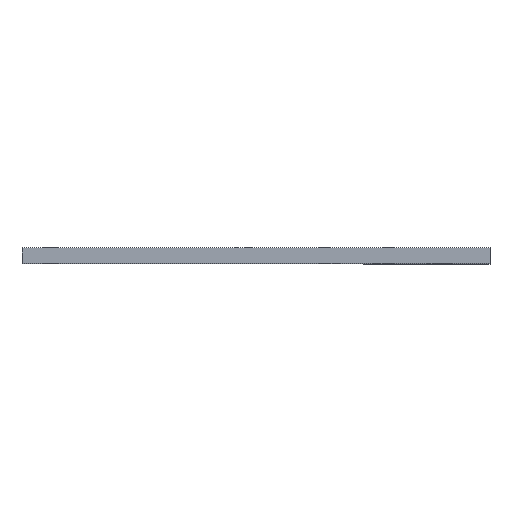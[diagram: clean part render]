
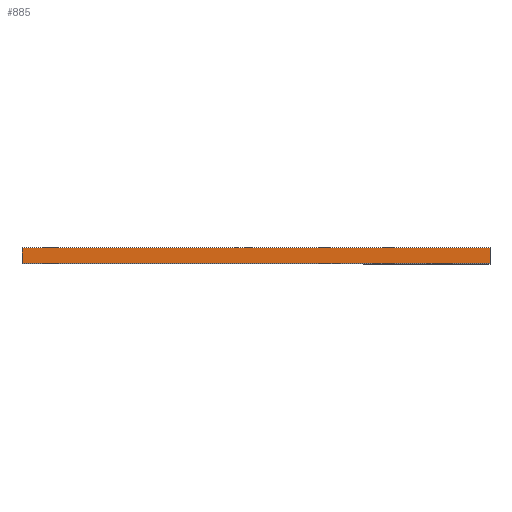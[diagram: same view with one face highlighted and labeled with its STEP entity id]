
A CAD part, top view. The second image highlights one B-rep face of the part: STEP entity #885.
In plain terms, the highlighted planar face has unit normal (0, 0, 1).
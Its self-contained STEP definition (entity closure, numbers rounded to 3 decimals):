
#66=PLANE('',#971);
#108=FACE_OUTER_BOUND('',#164,.T.);
#164=EDGE_LOOP('',(#780,#781,#782,#783));
#201=LINE('',#1285,#291);
#266=LINE('',#1442,#356);
#267=LINE('',#1445,#357);
#268=LINE('',#1446,#358);
#291=VECTOR('',#1046,10.);
#356=VECTOR('',#1197,10.);
#357=VECTOR('',#1200,10.);
#358=VECTOR('',#1201,10.);
#419=VERTEX_POINT('',#1282);
#420=VERTEX_POINT('',#1284);
#469=VERTEX_POINT('',#1440);
#470=VERTEX_POINT('',#1444);
#506=EDGE_CURVE('',#420,#419,#201,.T.);
#586=EDGE_CURVE('',#419,#469,#266,.T.);
#587=EDGE_CURVE('',#470,#469,#267,.T.);
#588=EDGE_CURVE('',#420,#470,#268,.T.);
#780=ORIENTED_EDGE('',*,*,#506,.T.);
#781=ORIENTED_EDGE('',*,*,#586,.T.);
#782=ORIENTED_EDGE('',*,*,#587,.F.);
#783=ORIENTED_EDGE('',*,*,#588,.F.);
#885=ADVANCED_FACE('',(#108),#66,.T.);
#971=AXIS2_PLACEMENT_3D('',#1443,#1198,#1199);
#1046=DIRECTION('',(1.,0.,0.));
#1197=DIRECTION('',(0.,1.,0.));
#1198=DIRECTION('center_axis',(0.,0.,1.));
#1199=DIRECTION('ref_axis',(1.,0.,0.));
#1200=DIRECTION('',(1.,0.,0.));
#1201=DIRECTION('',(0.,1.,0.));
#1282=CARTESIAN_POINT('',(182.9,0.,0.));
#1284=CARTESIAN_POINT('',(0.,0.,0.));
#1285=CARTESIAN_POINT('',(0.,0.,0.));
#1440=CARTESIAN_POINT('',(182.9,6.,0.));
#1442=CARTESIAN_POINT('',(182.9,0.,0.));
#1443=CARTESIAN_POINT('Origin',(0.,0.,0.));
#1444=CARTESIAN_POINT('',(0.,6.,0.));
#1445=CARTESIAN_POINT('',(0.,6.,0.));
#1446=CARTESIAN_POINT('',(0.,0.,0.));
